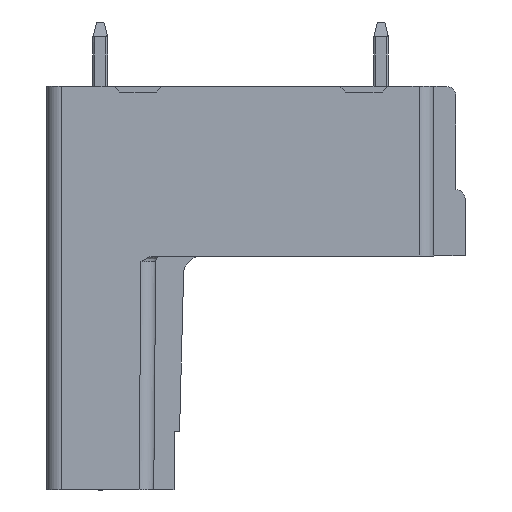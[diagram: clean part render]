
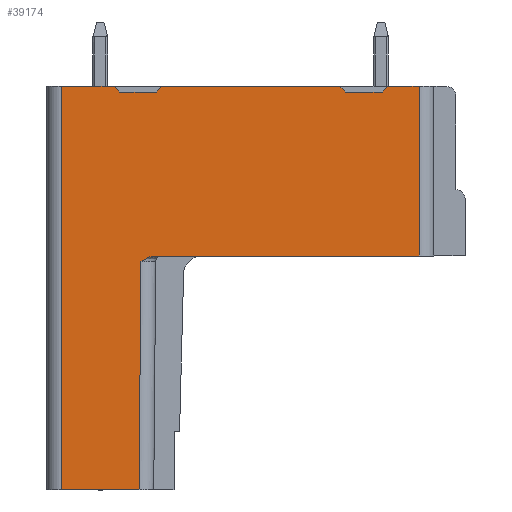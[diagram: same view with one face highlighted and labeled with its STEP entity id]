
A CAD part, left-side view. The second image highlights one B-rep face of the part: STEP entity #39174.
In plain terms, the highlighted planar face has unit normal (-1, 0, 0).
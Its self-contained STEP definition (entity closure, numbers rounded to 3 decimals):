
#615=CARTESIAN_POINT('',(-47.9,5.537,
0.));
#1683=DIRECTION('',(0.,1.,0.));
#1684=VECTOR('',#1683,2.85);
#1685=CARTESIAN_POINT('',(-47.9,7.75,9.2));
#1686=LINE('',#1685,#1684);
#5532=DIRECTION('',(0.,1.,0.));
#5533=VECTOR('',#5532,14.337);
#5534=CARTESIAN_POINT('',(-47.9,-8.8,
0.));
#5535=LINE('',#5534,#5533);
#5536=CARTESIAN_POINT('',(-47.9,5.537,
0.));
#5537=CARTESIAN_POINT('',(-47.9,5.563,
0.));
#5538=CARTESIAN_POINT('',(-47.9,5.618,
-0.002));
#5539=CARTESIAN_POINT('',(-47.9,5.71,
-0.018));
#5540=CARTESIAN_POINT('',(-47.9,5.81,
-0.046));
#5541=CARTESIAN_POINT('',(-47.9,5.918,
-0.089));
#5542=CARTESIAN_POINT('',(-47.9,6.033,
-0.146));
#5543=CARTESIAN_POINT('',(-47.9,6.157,
-0.216));
#5544=CARTESIAN_POINT('',(-47.9,6.245,
-0.271));
#5545=CARTESIAN_POINT('',(-47.9,6.292,
-0.3));
#5547=DIRECTION('',(0.,0.009,-1.));
#5548=VECTOR('',#5547,12.4);
#5549=CARTESIAN_POINT('',(-47.9,6.292,
-0.3));
#5550=LINE('',#5549,#5548);
#5551=DIRECTION('',(0.,1.,0.));
#5552=VECTOR('',#5551,4.2);
#5553=CARTESIAN_POINT('',(-47.9,6.4,-12.7));
#5554=LINE('',#5553,#5552);
#5555=DIRECTION('',(0.,-0.707,-0.707));
#5556=VECTOR('',#5555,0.424);
#5557=CARTESIAN_POINT('',(-47.9,7.75,9.2));
#5558=LINE('',#5557,#5556);
#5559=DIRECTION('',(0.,-0.707,0.707));
#5560=VECTOR('',#5559,0.424);
#5561=CARTESIAN_POINT('',(-47.9,5.45,8.9));
#5562=LINE('',#5561,#5560);
#5563=DIRECTION('',(0.,-1.,0.));
#5564=VECTOR('',#5563,9.65);
#5565=CARTESIAN_POINT('',(-47.9,5.15,9.2));
#5566=LINE('',#5565,#5564);
#5567=DIRECTION('',(0.,-0.707,-0.707));
#5568=VECTOR('',#5567,0.424);
#5569=CARTESIAN_POINT('',(-47.9,-4.5,9.2));
#5570=LINE('',#5569,#5568);
#5571=DIRECTION('',(0.,-0.707,0.707));
#5572=VECTOR('',#5571,0.424);
#5573=CARTESIAN_POINT('',(-47.9,-6.8,8.9));
#5574=LINE('',#5573,#5572);
#5575=DIRECTION('',(0.,-1.,0.));
#5576=VECTOR('',#5575,1.7);
#5577=CARTESIAN_POINT('',(-47.9,-7.1,9.2));
#5578=LINE('',#5577,#5576);
#5579=DIRECTION('',(0.,0.,-1.));
#5580=VECTOR('',#5579,9.2);
#5581=CARTESIAN_POINT('',(-47.9,-8.8,9.2));
#5582=LINE('',#5581,#5580);
#6584=DIRECTION('',(0.,1.,0.));
#6585=VECTOR('',#6584,2.);
#6586=CARTESIAN_POINT('',(-47.9,5.45,8.9));
#6587=LINE('',#6586,#6585);
#16326=DIRECTION('',(0.,0.,-1.));
#16327=VECTOR('',#16326,21.9);
#16328=CARTESIAN_POINT('',(-47.9,10.6,9.2));
#16329=LINE('',#16328,#16327);
#16462=DIRECTION('',(0.,1.,0.));
#16463=VECTOR('',#16462,2.);
#16464=CARTESIAN_POINT('',(-47.9,-6.8,8.9));
#16465=LINE('',#16464,#16463);
#26092=VERTEX_POINT('',#615);
#26093=CARTESIAN_POINT('',(-47.9,-8.8,
0.));
#26094=VERTEX_POINT('',#26093);
#26255=CARTESIAN_POINT('',(-47.9,-8.8,9.2));
#26256=VERTEX_POINT('',#26255);
#26257=CARTESIAN_POINT('',(-47.9,-7.1,9.2));
#26258=VERTEX_POINT('',#26257);
#26263=CARTESIAN_POINT('',(-47.9,-4.5,9.2));
#26264=VERTEX_POINT('',#26263);
#26265=CARTESIAN_POINT('',(-47.9,5.15,9.2));
#26266=VERTEX_POINT('',#26265);
#26275=CARTESIAN_POINT('',(-47.9,7.75,9.2));
#26276=VERTEX_POINT('',#26275);
#26277=CARTESIAN_POINT('',(-47.9,10.6,9.2));
#26278=VERTEX_POINT('',#26277);
#26358=VERTEX_POINT('',#5545);
#26359=CARTESIAN_POINT('',(-47.9,6.4,-12.7));
#26360=VERTEX_POINT('',#26359);
#26361=CARTESIAN_POINT('',(-47.9,10.6,-12.7));
#26362=VERTEX_POINT('',#26361);
#26363=CARTESIAN_POINT('',(-47.9,7.45,8.9));
#26364=VERTEX_POINT('',#26363);
#26365=CARTESIAN_POINT('',(-47.9,5.45,8.9));
#26366=VERTEX_POINT('',#26365);
#26367=CARTESIAN_POINT('',(-47.9,-4.8,8.9));
#26368=VERTEX_POINT('',#26367);
#26369=CARTESIAN_POINT('',(-47.9,-6.8,8.9));
#26370=VERTEX_POINT('',#26369);
#39142=CARTESIAN_POINT('',(-47.9,5.192,-0.3));
#39143=DIRECTION('',(-1.,0.,0.));
#39144=DIRECTION('',(0.,-1.,0.));
#39145=AXIS2_PLACEMENT_3D('',#39142,#39143,#39144);
#39146=PLANE('',#39145);
#39147=ORIENTED_EDGE('',*,*,#32334,.T.);
#39149=ORIENTED_EDGE('',*,*,#39148,.T.);
#39151=ORIENTED_EDGE('',*,*,#39150,.T.);
#39153=ORIENTED_EDGE('',*,*,#39152,.T.);
#39155=ORIENTED_EDGE('',*,*,#39154,.F.);
#39156=ORIENTED_EDGE('',*,*,#33106,.F.);
#39158=ORIENTED_EDGE('',*,*,#39157,.T.);
#39160=ORIENTED_EDGE('',*,*,#39159,.F.);
#39162=ORIENTED_EDGE('',*,*,#39161,.T.);
#39163=ORIENTED_EDGE('',*,*,#33090,.T.);
#39165=ORIENTED_EDGE('',*,*,#39164,.T.);
#39167=ORIENTED_EDGE('',*,*,#39166,.F.);
#39169=ORIENTED_EDGE('',*,*,#39168,.T.);
#39170=ORIENTED_EDGE('',*,*,#33081,.T.);
#39171=ORIENTED_EDGE('',*,*,#39135,.T.);
#39172=EDGE_LOOP('',(#39147,#39149,#39151,#39153,#39155,#39156,#39158,#39160,
#39162,#39163,#39165,#39167,#39169,#39170,#39171));
#39173=FACE_OUTER_BOUND('',#39172,.F.);
#39174=ADVANCED_FACE('',(#39173),#39146,.T.);
#5546=B_SPLINE_CURVE_WITH_KNOTS('',3,(#5536,#5537,#5538,#5539,#5540,#5541,#5542,
#5543,#5544,#5545),.UNSPECIFIED.,.F.,.F.,(4,1,1,1,1,1,1,4),(0.,
0.143,0.286,0.429,0.571,
0.714,0.857,1.),.UNSPECIFIED.);
#32334=EDGE_CURVE('',#26094,#26092,#5535,.T.);
#33081=EDGE_CURVE('',#26258,#26256,#5578,.T.);
#33090=EDGE_CURVE('',#26266,#26264,#5566,.T.);
#33106=EDGE_CURVE('',#26276,#26278,#1686,.T.);
#39135=EDGE_CURVE('',#26256,#26094,#5582,.T.);
#39148=EDGE_CURVE('',#26092,#26358,#5546,.T.);
#39150=EDGE_CURVE('',#26358,#26360,#5550,.T.);
#39152=EDGE_CURVE('',#26360,#26362,#5554,.T.);
#39154=EDGE_CURVE('',#26278,#26362,#16329,.T.);
#39157=EDGE_CURVE('',#26276,#26364,#5558,.T.);
#39159=EDGE_CURVE('',#26366,#26364,#6587,.T.);
#39161=EDGE_CURVE('',#26366,#26266,#5562,.T.);
#39164=EDGE_CURVE('',#26264,#26368,#5570,.T.);
#39166=EDGE_CURVE('',#26370,#26368,#16465,.T.);
#39168=EDGE_CURVE('',#26370,#26258,#5574,.T.);
